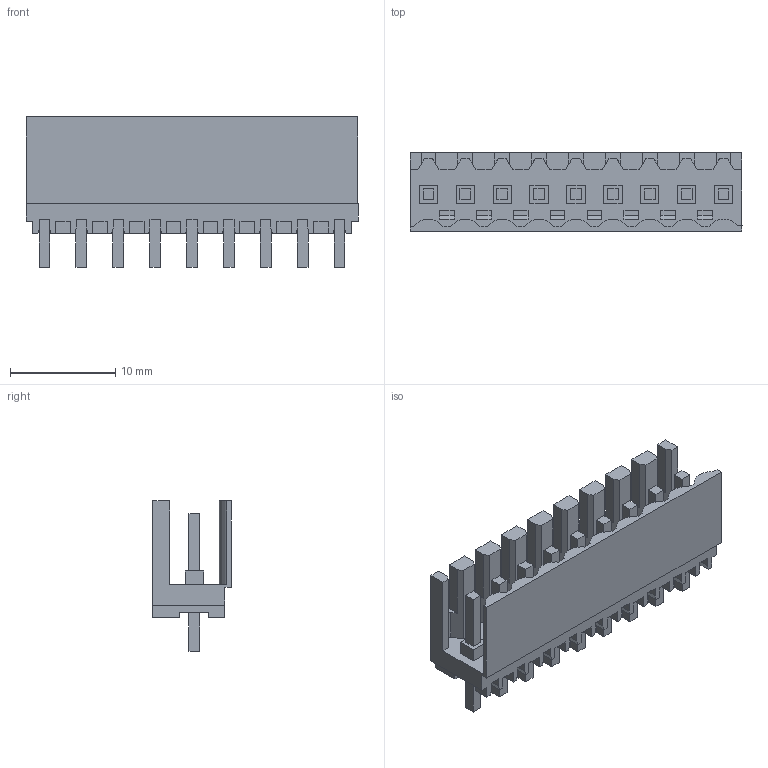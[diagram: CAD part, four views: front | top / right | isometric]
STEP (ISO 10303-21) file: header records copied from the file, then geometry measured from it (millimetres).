
FILE_DESCRIPTION(('CATIA V5 STEP Exchange','CAx-IF Rec.Pracs.--- Model Styling and Organization---1.2---2011-12-15'),'2;1');
FILE_NAME ('D1453202_0_1604840000_1604840000.stp','2018-03-12T12:41:18+00:00',('none'),('Weidmueller'),'CATIA Version 5-6 Release 2014','CATIA V5 STEP AP214','none');
FILE_SCHEMA(('AUTOMOTIVE_DESIGN { 1 0 10303 214 1 1 1 1 }'));
Length unit declared in the file: millimetre
Products named in the file (1): 1604840000
Bounding box: 31.5 x 7.45 x 14.25 mm (x, y, z)
Volume: 999.8 mm3; surface area: 2836.5 mm2
Topology: 10 solids, 10 shells, 537 faces, 1577 edges, 1077 vertices
Faces by surface type: plane 528, cylinder 9
Entity records: 16976 total; most frequent: ORIENTED_EDGE 3154, CARTESIAN_POINT 2966, DIRECTION 2199, EDGE_CURVE 1577, VECTOR 1559, LINE 1559, VERTEX_POINT 1077, EDGE_LOOP 572
